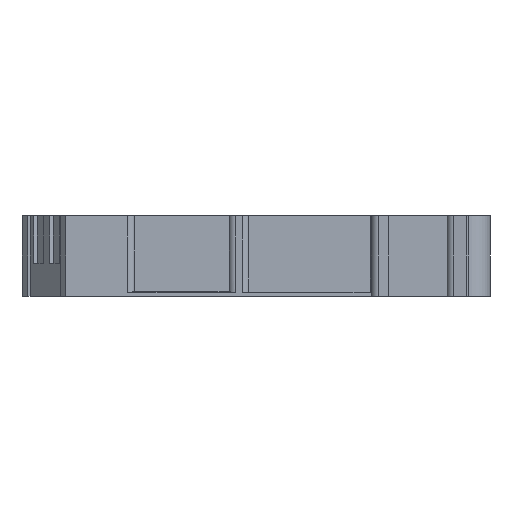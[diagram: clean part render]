
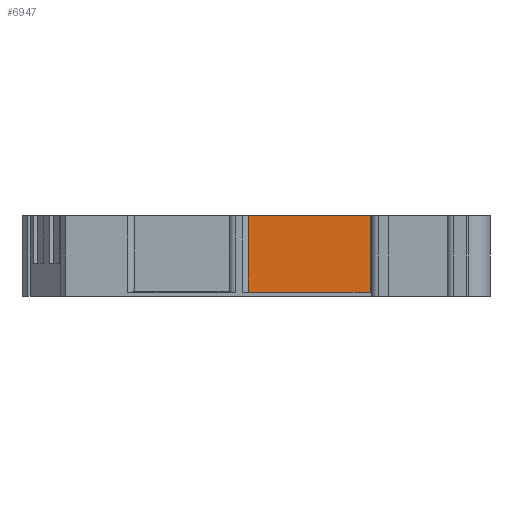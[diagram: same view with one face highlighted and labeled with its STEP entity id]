
A CAD part, left-side view. The second image highlights one B-rep face of the part: STEP entity #6947.
In plain terms, the highlighted planar face has unit normal (-1, 0, 0).
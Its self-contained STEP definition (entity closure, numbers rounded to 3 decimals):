
#29 = CARTESIAN_POINT ( 'NONE',  ( 77.476, 123.609, 104.175 ) ) ;
#110 = LINE ( 'NONE', #178, #5352 ) ;
#178 = CARTESIAN_POINT ( 'NONE',  ( 77.476, 134.988, 0.571 ) ) ;
#353 = VERTEX_POINT ( 'NONE', #4425 ) ;
#737 = CARTESIAN_POINT ( 'NONE',  ( 77.476, 140.265, 0.571 ) ) ;
#920 = ORIENTED_EDGE ( 'NONE', *, *, #8334, .T. ) ;
#1714 = EDGE_LOOP ( 'NONE', ( #920, #5655, #6787, #7065 ) ) ;
#1798 = VERTEX_POINT ( 'NONE', #7625 ) ;
#3062 = CARTESIAN_POINT ( 'NONE',  ( 77.476, 123.609, 0.571 ) ) ;
#3522 = VERTEX_POINT ( 'NONE', #737 ) ;
#3706 = LINE ( 'NONE', #5268, #5443 ) ;
#4425 = CARTESIAN_POINT ( 'NONE',  ( 77.476, 123.609, 11. ) ) ;
#4622 = LINE ( 'NONE', #7969, #7861 ) ;
#4789 = VERTEX_POINT ( 'NONE', #3062 ) ;
#4809 = PLANE ( 'NONE',  #5256 ) ;
#4967 = DIRECTION ( 'NONE',  ( 0., 1., 0. ) ) ;
#4969 = EDGE_CURVE ( 'NONE', #3522, #1798, #4622, .T. ) ;
#5132 = LINE ( 'NONE', #29, #8166 ) ;
#5210 = CARTESIAN_POINT ( 'NONE',  ( 77.476, 123.096, 104.175 ) ) ;
#5215 = DIRECTION ( 'NONE',  ( -1., 0., 0. ) ) ;
#5243 = DIRECTION ( 'NONE',  ( 0., 0., 1. ) ) ;
#5256 = AXIS2_PLACEMENT_3D ( 'NONE', #5210, #5215, #5243 ) ;
#5261 = DIRECTION ( 'NONE',  ( 0., -1., 0. ) ) ;
#5268 = CARTESIAN_POINT ( 'NONE',  ( 77.476, 0., 11. ) ) ;
#5352 = VECTOR ( 'NONE', #4967, 1000. ) ;
#5443 = VECTOR ( 'NONE', #5261, 1000. ) ;
#5655 = ORIENTED_EDGE ( 'NONE', *, *, #6973, .F. ) ;
#5933 = DIRECTION ( 'NONE',  ( 0., 0., 1. ) ) ;
#6787 = ORIENTED_EDGE ( 'NONE', *, *, #4969, .F. ) ;
#6947 = ADVANCED_FACE ( 'NONE', ( #7623 ), #4809, .T. ) ;
#6973 = EDGE_CURVE ( 'NONE', #1798, #353, #3706, .T. ) ;
#7065 = ORIENTED_EDGE ( 'NONE', *, *, #7239, .F. ) ;
#7239 = EDGE_CURVE ( 'NONE', #4789, #3522, #110, .T. ) ;
#7623 = FACE_OUTER_BOUND ( 'NONE', #1714, .T. ) ;
#7625 = CARTESIAN_POINT ( 'NONE',  ( 77.476, 140.265, 11. ) ) ;
#7861 = VECTOR ( 'NONE', #7970, 1000. ) ;
#7969 = CARTESIAN_POINT ( 'NONE',  ( 77.476, 140.265, 2.6 ) ) ;
#7970 = DIRECTION ( 'NONE',  ( 0., 0., 1. ) ) ;
#8166 = VECTOR ( 'NONE', #5933, 1000. ) ;
#8334 = EDGE_CURVE ( 'NONE', #4789, #353, #5132, .T. ) ;
